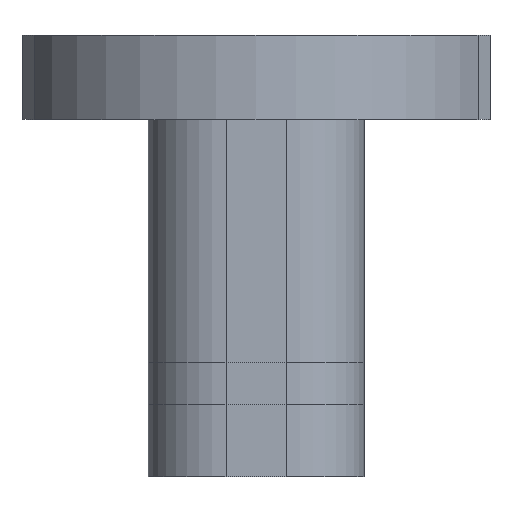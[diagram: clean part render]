
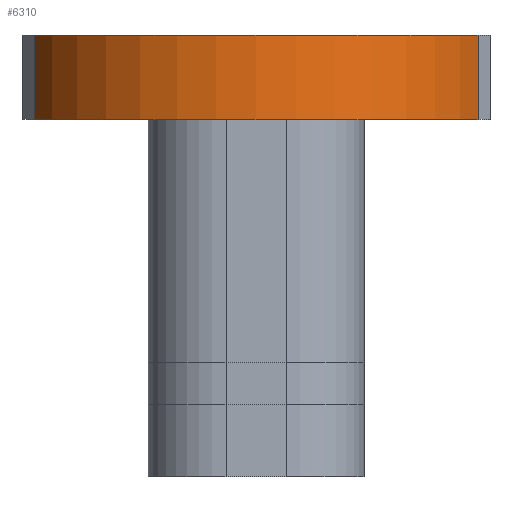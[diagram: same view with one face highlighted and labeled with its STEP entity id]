
A CAD part, front view. The second image highlights one B-rep face of the part: STEP entity #6310.
In plain terms, the highlighted cylindrical face has radius 40 mm (diameter 80 mm), a partial arc.
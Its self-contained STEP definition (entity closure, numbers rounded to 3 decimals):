
#1397 = PLANE('',#1398);
#1398 = AXIS2_PLACEMENT_3D('',#1399,#1400,#1401);
#1399 = CARTESIAN_POINT('',(0.,68.298,14.));
#1400 = DIRECTION('',(-0.,-0.,-1.));
#1401 = DIRECTION('',(-1.,0.,0.));
#3603 = VERTEX_POINT('',#3604);
#3604 = CARTESIAN_POINT('',(-37.,24.801,14.));
#3620 = PLANE('',#3621);
#3621 = AXIS2_PLACEMENT_3D('',#3622,#3623,#3624);
#3622 = CARTESIAN_POINT('',(-37.,24.801,0.));
#3623 = DIRECTION('',(-1.,0.,0.));
#3624 = DIRECTION('',(0.,1.,0.));
#3951 = VERTEX_POINT('',#3952);
#3952 = CARTESIAN_POINT('',(37.,24.801,14.));
#3966 = PLANE('',#3967);
#3967 = AXIS2_PLACEMENT_3D('',#3968,#3969,#3970);
#3968 = CARTESIAN_POINT('',(37.,40.,0.));
#3969 = DIRECTION('',(1.,0.,0.));
#3970 = DIRECTION('',(0.,-1.,0.));
#3978 = EDGE_CURVE('',#3603,#3951,#3979,.T.);
#3979 = SURFACE_CURVE('',#3980,(#3985,#3996),.PCURVE_S1.);
#3980 = CIRCLE('',#3981,40.);
#3981 = AXIS2_PLACEMENT_3D('',#3982,#3983,#3984);
#3982 = CARTESIAN_POINT('',(0.,40.,14.));
#3983 = DIRECTION('',(0.,0.,1.));
#3984 = DIRECTION('',(1.,0.,0.));
#3985 = PCURVE('',#1397,#3986);
#3986 = DEFINITIONAL_REPRESENTATION('',(#3987),#3995);
#3987 = ( BOUNDED_CURVE() B_SPLINE_CURVE(2,(#3988,#3989,#3990,#3991,
#3992,#3993,#3994),.UNSPECIFIED.,.T.,.F.) B_SPLINE_CURVE_WITH_KNOTS((1,2
    ,2,2,2,1),(-2.094,0.,2.094,4.189,
6.283,8.378),.UNSPECIFIED.) CURVE() 
GEOMETRIC_REPRESENTATION_ITEM() RATIONAL_B_SPLINE_CURVE((1.,0.5,1.,0.5,
1.,0.5,1.)) REPRESENTATION_ITEM('') );
#3988 = CARTESIAN_POINT('',(-40.,-28.298));
#3989 = CARTESIAN_POINT('',(-40.,40.984));
#3990 = CARTESIAN_POINT('',(20.,6.343));
#3991 = CARTESIAN_POINT('',(80.,-28.298));
#3992 = CARTESIAN_POINT('',(20.,-62.939));
#3993 = CARTESIAN_POINT('',(-40.,-97.58));
#3994 = CARTESIAN_POINT('',(-40.,-28.298));
#3995 = ( GEOMETRIC_REPRESENTATION_CONTEXT(2) 
PARAMETRIC_REPRESENTATION_CONTEXT() REPRESENTATION_CONTEXT('2D SPACE',''
  ) );
#3996 = PCURVE('',#3997,#4002);
#3997 = CYLINDRICAL_SURFACE('',#3998,40.);
#3998 = AXIS2_PLACEMENT_3D('',#3999,#4000,#4001);
#3999 = CARTESIAN_POINT('',(0.,40.,0.));
#4000 = DIRECTION('',(-0.,-0.,-1.));
#4001 = DIRECTION('',(1.,0.,0.));
#4002 = DEFINITIONAL_REPRESENTATION('',(#4003),#4007);
#4003 = LINE('',#4004,#4005);
#4004 = CARTESIAN_POINT('',(-0.,-14.));
#4005 = VECTOR('',#4006,1.);
#4006 = DIRECTION('',(-1.,0.));
#4007 = ( GEOMETRIC_REPRESENTATION_CONTEXT(2) 
PARAMETRIC_REPRESENTATION_CONTEXT() REPRESENTATION_CONTEXT('2D SPACE',''
  ) );
#5760 = PLANE('',#5761);
#5761 = AXIS2_PLACEMENT_3D('',#5762,#5763,#5764);
#5762 = CARTESIAN_POINT('',(0.,68.298,0.));
#5763 = DIRECTION('',(-0.,-0.,-1.));
#5764 = DIRECTION('',(-1.,0.,0.));
#6243 = EDGE_CURVE('',#6244,#3603,#6246,.T.);
#6244 = VERTEX_POINT('',#6245);
#6245 = CARTESIAN_POINT('',(-37.,24.801,0.));
#6246 = SURFACE_CURVE('',#6247,(#6251,#6258),.PCURVE_S1.);
#6247 = LINE('',#6248,#6249);
#6248 = CARTESIAN_POINT('',(-37.,24.801,0.));
#6249 = VECTOR('',#6250,1.);
#6250 = DIRECTION('',(0.,0.,1.));
#6251 = PCURVE('',#3620,#6252);
#6252 = DEFINITIONAL_REPRESENTATION('',(#6253),#6257);
#6253 = LINE('',#6254,#6255);
#6254 = CARTESIAN_POINT('',(0.,0.));
#6255 = VECTOR('',#6256,1.);
#6256 = DIRECTION('',(0.,-1.));
#6257 = ( GEOMETRIC_REPRESENTATION_CONTEXT(2) 
PARAMETRIC_REPRESENTATION_CONTEXT() REPRESENTATION_CONTEXT('2D SPACE',''
  ) );
#6258 = PCURVE('',#3997,#6259);
#6259 = DEFINITIONAL_REPRESENTATION('',(#6260),#6264);
#6260 = LINE('',#6261,#6262);
#6261 = CARTESIAN_POINT('',(-3.531,0.));
#6262 = VECTOR('',#6263,1.);
#6263 = DIRECTION('',(-0.,-1.));
#6264 = ( GEOMETRIC_REPRESENTATION_CONTEXT(2) 
PARAMETRIC_REPRESENTATION_CONTEXT() REPRESENTATION_CONTEXT('2D SPACE',''
  ) );
#6310 = ADVANCED_FACE('',(#6311),#3997,.T.);
#6311 = FACE_BOUND('',#6312,.F.);
#6312 = EDGE_LOOP('',(#6313,#6314,#6315,#6338));
#6313 = ORIENTED_EDGE('',*,*,#6243,.T.);
#6314 = ORIENTED_EDGE('',*,*,#3978,.T.);
#6315 = ORIENTED_EDGE('',*,*,#6316,.F.);
#6316 = EDGE_CURVE('',#6317,#3951,#6319,.T.);
#6317 = VERTEX_POINT('',#6318);
#6318 = CARTESIAN_POINT('',(37.,24.801,0.));
#6319 = SURFACE_CURVE('',#6320,(#6324,#6331),.PCURVE_S1.);
#6320 = LINE('',#6321,#6322);
#6321 = CARTESIAN_POINT('',(37.,24.801,0.));
#6322 = VECTOR('',#6323,1.);
#6323 = DIRECTION('',(0.,0.,1.));
#6324 = PCURVE('',#3997,#6325);
#6325 = DEFINITIONAL_REPRESENTATION('',(#6326),#6330);
#6326 = LINE('',#6327,#6328);
#6327 = CARTESIAN_POINT('',(-5.893,0.));
#6328 = VECTOR('',#6329,1.);
#6329 = DIRECTION('',(-0.,-1.));
#6330 = ( GEOMETRIC_REPRESENTATION_CONTEXT(2) 
PARAMETRIC_REPRESENTATION_CONTEXT() REPRESENTATION_CONTEXT('2D SPACE',''
  ) );
#6331 = PCURVE('',#3966,#6332);
#6332 = DEFINITIONAL_REPRESENTATION('',(#6333),#6337);
#6333 = LINE('',#6334,#6335);
#6334 = CARTESIAN_POINT('',(15.199,-0.));
#6335 = VECTOR('',#6336,1.);
#6336 = DIRECTION('',(0.,-1.));
#6337 = ( GEOMETRIC_REPRESENTATION_CONTEXT(2) 
PARAMETRIC_REPRESENTATION_CONTEXT() REPRESENTATION_CONTEXT('2D SPACE',''
  ) );
#6338 = ORIENTED_EDGE('',*,*,#6339,.F.);
#6339 = EDGE_CURVE('',#6244,#6317,#6340,.T.);
#6340 = SURFACE_CURVE('',#6341,(#6346,#6353),.PCURVE_S1.);
#6341 = CIRCLE('',#6342,40.);
#6342 = AXIS2_PLACEMENT_3D('',#6343,#6344,#6345);
#6343 = CARTESIAN_POINT('',(0.,40.,0.));
#6344 = DIRECTION('',(0.,0.,1.));
#6345 = DIRECTION('',(1.,0.,0.));
#6346 = PCURVE('',#3997,#6347);
#6347 = DEFINITIONAL_REPRESENTATION('',(#6348),#6352);
#6348 = LINE('',#6349,#6350);
#6349 = CARTESIAN_POINT('',(-0.,0.));
#6350 = VECTOR('',#6351,1.);
#6351 = DIRECTION('',(-1.,0.));
#6352 = ( GEOMETRIC_REPRESENTATION_CONTEXT(2) 
PARAMETRIC_REPRESENTATION_CONTEXT() REPRESENTATION_CONTEXT('2D SPACE',''
  ) );
#6353 = PCURVE('',#5760,#6354);
#6354 = DEFINITIONAL_REPRESENTATION('',(#6355),#6363);
#6355 = ( BOUNDED_CURVE() B_SPLINE_CURVE(2,(#6356,#6357,#6358,#6359,
#6360,#6361,#6362),.UNSPECIFIED.,.T.,.F.) B_SPLINE_CURVE_WITH_KNOTS((1,2
    ,2,2,2,1),(-2.094,0.,2.094,4.189,
6.283,8.378),.UNSPECIFIED.) CURVE() 
GEOMETRIC_REPRESENTATION_ITEM() RATIONAL_B_SPLINE_CURVE((1.,0.5,1.,0.5,
1.,0.5,1.)) REPRESENTATION_ITEM('') );
#6356 = CARTESIAN_POINT('',(-40.,-28.298));
#6357 = CARTESIAN_POINT('',(-40.,40.984));
#6358 = CARTESIAN_POINT('',(20.,6.343));
#6359 = CARTESIAN_POINT('',(80.,-28.298));
#6360 = CARTESIAN_POINT('',(20.,-62.939));
#6361 = CARTESIAN_POINT('',(-40.,-97.58));
#6362 = CARTESIAN_POINT('',(-40.,-28.298));
#6363 = ( GEOMETRIC_REPRESENTATION_CONTEXT(2) 
PARAMETRIC_REPRESENTATION_CONTEXT() REPRESENTATION_CONTEXT('2D SPACE',''
  ) );
